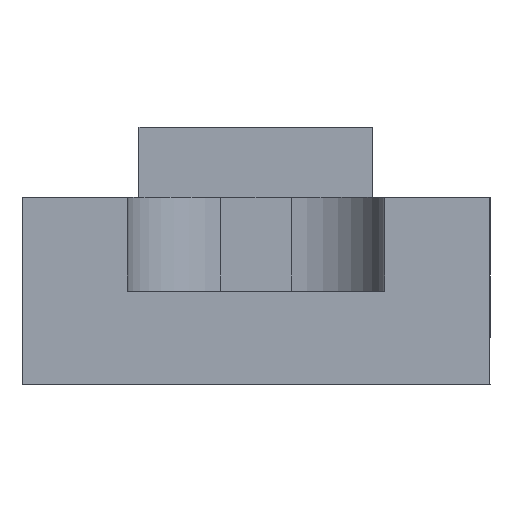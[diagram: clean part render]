
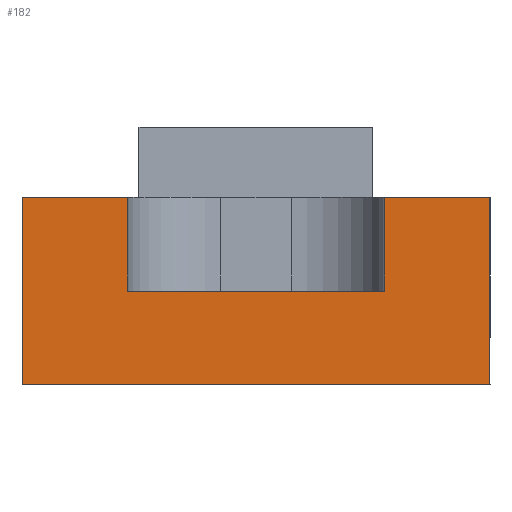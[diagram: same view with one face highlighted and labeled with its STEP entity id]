
A CAD part, left-side view. The second image highlights one B-rep face of the part: STEP entity #182.
In plain terms, the highlighted planar face has unit normal (-1, 0, 0).
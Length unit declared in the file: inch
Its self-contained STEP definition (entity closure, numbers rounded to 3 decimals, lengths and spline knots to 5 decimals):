
#30 = VERTEX_POINT ( 'NONE', #1770 ) ;
#84 = PLANE ( 'NONE',  #815 ) ;
#175 = VERTEX_POINT ( 'NONE', #1043 ) ;
#182 = ADVANCED_FACE ( 'NONE', ( #1733 ), #84, .F. ) ;
#337 = CARTESIAN_POINT ( 'NONE',  ( -2.5, -1.25, 1. ) ) ;
#470 = VECTOR ( 'NONE', #1768, 39.37008 ) ;
#474 = ORIENTED_EDGE ( 'NONE', *, *, #793, .F. ) ;
#634 = EDGE_CURVE ( 'NONE', #691, #30, #782, .T. ) ;
#679 = VECTOR ( 'NONE', #1176, 39.37008 ) ;
#691 = VERTEX_POINT ( 'NONE', #2621 ) ;
#718 = DIRECTION ( 'NONE',  ( 0., -1., 0. ) ) ;
#721 = CARTESIAN_POINT ( 'NONE',  ( -2.5, -1.25, 1. ) ) ;
#725 = VECTOR ( 'NONE', #2097, 39.37008 ) ;
#752 = CARTESIAN_POINT ( 'NONE',  ( -2.5, -0.6875, 1. ) ) ;
#782 = LINE ( 'NONE', #2374, #2463 ) ;
#793 = EDGE_CURVE ( 'NONE', #1650, #1730, #1104, .T. ) ;
#815 = AXIS2_PLACEMENT_3D ( 'NONE', #337, #2227, #2461 ) ;
#834 = VECTOR ( 'NONE', #1635, 39.37008 ) ;
#861 = DIRECTION ( 'NONE',  ( 0., 0., -1. ) ) ;
#880 = LINE ( 'NONE', #1864, #911 ) ;
#911 = VECTOR ( 'NONE', #718, 39.37008 ) ;
#1017 = LINE ( 'NONE', #1584, #2879 ) ;
#1043 = CARTESIAN_POINT ( 'NONE',  ( -2.5, 1.25, 0. ) ) ;
#1104 = LINE ( 'NONE', #1918, #2498 ) ;
#1156 = CARTESIAN_POINT ( 'NONE',  ( -2.5, -1.25, 1. ) ) ;
#1176 = DIRECTION ( 'NONE',  ( 0., -1., 0. ) ) ;
#1223 = EDGE_CURVE ( 'NONE', #2875, #175, #1307, .T. ) ;
#1285 = ORIENTED_EDGE ( 'NONE', *, *, #1832, .T. ) ;
#1302 = ORIENTED_EDGE ( 'NONE', *, *, #3022, .F. ) ;
#1307 = LINE ( 'NONE', #2737, #470 ) ;
#1333 = VERTEX_POINT ( 'NONE', #752 ) ;
#1387 = CARTESIAN_POINT ( 'NONE',  ( -2.5, -1.25, 1. ) ) ;
#1441 = CARTESIAN_POINT ( 'NONE',  ( -2.5, -1.25, 0. ) ) ;
#1571 = ORIENTED_EDGE ( 'NONE', *, *, #2010, .T. ) ;
#1584 = CARTESIAN_POINT ( 'NONE',  ( -2.5, -0.6875, 1. ) ) ;
#1618 = ORIENTED_EDGE ( 'NONE', *, *, #1640, .F. ) ;
#1635 = DIRECTION ( 'NONE',  ( 0., -1., 0. ) ) ;
#1640 = EDGE_CURVE ( 'NONE', #691, #2409, #2917, .T. ) ;
#1650 = VERTEX_POINT ( 'NONE', #1156 ) ;
#1651 = CARTESIAN_POINT ( 'NONE',  ( -2.5, -1.25, 0.5 ) ) ;
#1730 = VERTEX_POINT ( 'NONE', #1441 ) ;
#1733 = FACE_OUTER_BOUND ( 'NONE', #2985, .T. ) ;
#1768 = DIRECTION ( 'NONE',  ( 0., 0., -1. ) ) ;
#1770 = CARTESIAN_POINT ( 'NONE',  ( -2.5, 0.6875, 1. ) ) ;
#1788 = LINE ( 'NONE', #1387, #725 ) ;
#1832 = EDGE_CURVE ( 'NONE', #1333, #2409, #1017, .T. ) ;
#1864 = CARTESIAN_POINT ( 'NONE',  ( -2.5, -1.25, 0. ) ) ;
#1918 = CARTESIAN_POINT ( 'NONE',  ( -2.5, -1.25, 1. ) ) ;
#1919 = DIRECTION ( 'NONE',  ( 0., 0., 1. ) ) ;
#2005 = CARTESIAN_POINT ( 'NONE',  ( -2.5, -0.6875, 0.5 ) ) ;
#2010 = EDGE_CURVE ( 'NONE', #175, #1730, #880, .T. ) ;
#2094 = DIRECTION ( 'NONE',  ( 0., 0., -1. ) ) ;
#2097 = DIRECTION ( 'NONE',  ( 0., -1., 0. ) ) ;
#2103 = ORIENTED_EDGE ( 'NONE', *, *, #634, .T. ) ;
#2227 = DIRECTION ( 'NONE',  ( 1., 0., 0. ) ) ;
#2374 = CARTESIAN_POINT ( 'NONE',  ( -2.5, 0.6875, 1. ) ) ;
#2409 = VERTEX_POINT ( 'NONE', #2005 ) ;
#2461 = DIRECTION ( 'NONE',  ( 0., 0., -1. ) ) ;
#2463 = VECTOR ( 'NONE', #1919, 39.37008 ) ;
#2498 = VECTOR ( 'NONE', #2094, 39.37008 ) ;
#2519 = ORIENTED_EDGE ( 'NONE', *, *, #1223, .T. ) ;
#2544 = CARTESIAN_POINT ( 'NONE',  ( -2.5, 1.25, 1. ) ) ;
#2561 = EDGE_CURVE ( 'NONE', #2875, #30, #1788, .T. ) ;
#2621 = CARTESIAN_POINT ( 'NONE',  ( -2.5, 0.6875, 0.5 ) ) ;
#2666 = LINE ( 'NONE', #721, #679 ) ;
#2694 = ORIENTED_EDGE ( 'NONE', *, *, #2561, .F. ) ;
#2737 = CARTESIAN_POINT ( 'NONE',  ( -2.5, 1.25, 1. ) ) ;
#2875 = VERTEX_POINT ( 'NONE', #2544 ) ;
#2879 = VECTOR ( 'NONE', #861, 39.37008 ) ;
#2917 = LINE ( 'NONE', #1651, #834 ) ;
#2985 = EDGE_LOOP ( 'NONE', ( #1618, #2103, #2694, #2519, #1571, #474, #1302, #1285 ) ) ;
#3022 = EDGE_CURVE ( 'NONE', #1333, #1650, #2666, .T. ) ;
